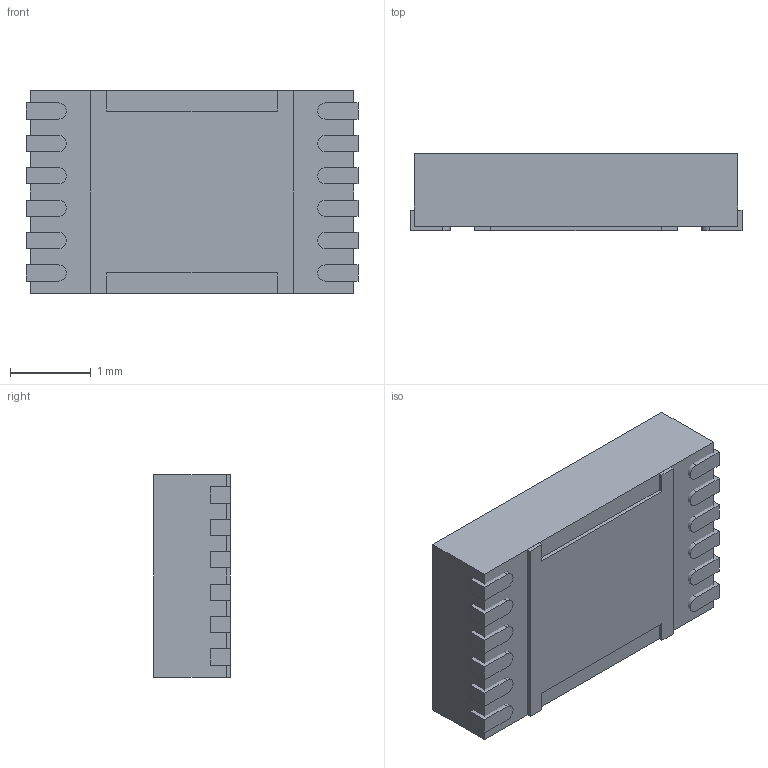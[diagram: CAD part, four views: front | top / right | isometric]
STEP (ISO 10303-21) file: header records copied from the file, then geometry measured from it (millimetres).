
FILE_DESCRIPTION (( 'STEP AP214' ), '1' );
FILE_NAME ('BQ27410DRZR-G1.STEP', '2021-01-14T22:39:17', ( '' ), ( '' ), 'SwSTEP 2.0', 'SolidWorks 2017', '' );
FILE_SCHEMA (( 'AUTOMOTIVE_DESIGN' ));
Length unit declared in the file: millimetre
Products named in the file (1): BQ27410DRZR-G1
Bounding box: 4.1 x 0.95 x 2.5 mm (x, y, z)
Volume: 9.5 mm3; surface area: 48.9 mm2
Topology: 14 solids, 14 shells, 98 faces, 210 edges, 140 vertices
Faces by surface type: plane 80, cylinder 18
Entity records: 2781 total; most frequent: CARTESIAN_POINT 449, DIRECTION 444, ORIENTED_EDGE 420, EDGE_CURVE 210, VECTOR 174, LINE 174, VERTEX_POINT 140, AXIS2_PLACEMENT_3D 135
